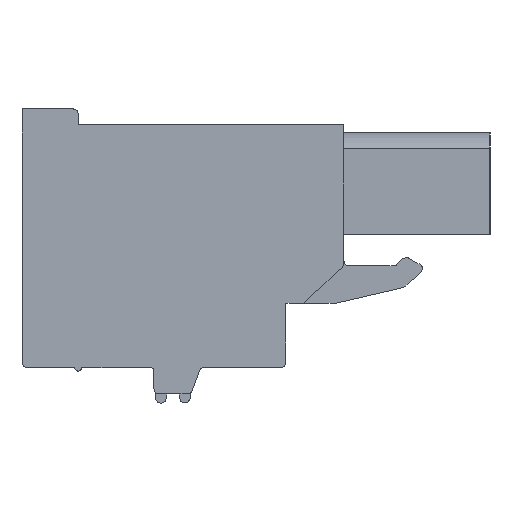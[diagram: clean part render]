
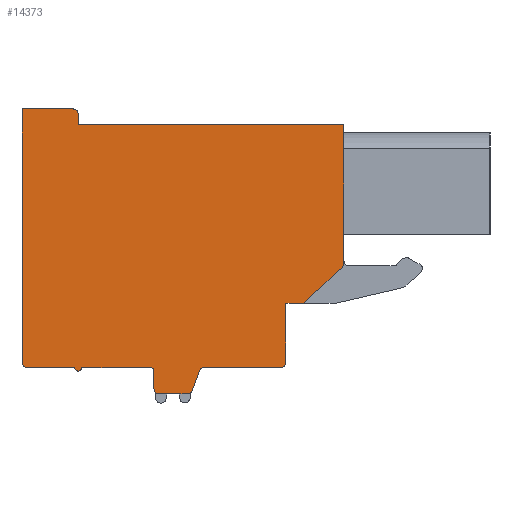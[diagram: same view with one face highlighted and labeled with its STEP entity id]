
A CAD part, left-side view. The second image highlights one B-rep face of the part: STEP entity #14373.
In plain terms, the highlighted planar face has unit normal (-1, 0, 0).
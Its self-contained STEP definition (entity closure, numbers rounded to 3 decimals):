
#573=DIRECTION('',(0.,0.,1.));
#574=VECTOR('',#573,7.87);
#575=CARTESIAN_POINT('',(-66.66,-5.66,-0.91));
#576=LINE('',#575,#574);
#2626=CARTESIAN_POINT('',(-66.66,-5.36,-0.91));
#2627=DIRECTION('',(1.,0.,0.));
#2628=DIRECTION('',(0.,-1.,0.));
#2629=AXIS2_PLACEMENT_3D('',#2626,#2627,#2628);
#2631=DIRECTION('',(0.,0.731,-0.683));
#2632=VECTOR('',#2631,3.018);
#2633=CARTESIAN_POINT('',(-66.66,-5.565,-1.129));
#2634=LINE('',#2633,#2632);
#2635=DIRECTION('',(0.,1.,0.));
#2636=VECTOR('',#2635,1.);
#2637=CARTESIAN_POINT('',(-66.66,-3.36,-3.19));
#2638=LINE('',#2637,#2636);
#2639=DIRECTION('',(0.,0.,-1.));
#2640=VECTOR('',#2639,3.35);
#2641=CARTESIAN_POINT('',(-66.66,-2.36,-3.19));
#2642=LINE('',#2641,#2640);
#2643=CARTESIAN_POINT('',(-66.66,-2.06,-6.54));
#2644=DIRECTION('',(1.,0.,0.));
#2645=DIRECTION('',(0.,-1.,0.));
#2646=AXIS2_PLACEMENT_3D('',#2643,#2644,#2645);
#2648=DIRECTION('',(0.,1.,0.));
#2649=VECTOR('',#2648,4.34);
#2650=CARTESIAN_POINT('',(-66.66,-2.06,-6.84));
#2651=LINE('',#2650,#2649);
#2652=CARTESIAN_POINT('',(-66.66,2.28,-7.14));
#2653=DIRECTION('',(-1.,0.,0.));
#2654=DIRECTION('',(0.,0.,1.));
#2655=AXIS2_PLACEMENT_3D('',#2652,#2653,#2654);
#2657=DIRECTION('',(0.,0.345,-0.939));
#2658=VECTOR('',#2657,1.179);
#2659=CARTESIAN_POINT('',(-66.66,2.562,-7.037));
#2660=LINE('',#2659,#2658);
#2661=CARTESIAN_POINT('',(-66.66,3.25,-8.04));
#2662=DIRECTION('',(1.,0.,0.));
#2663=DIRECTION('',(0.,-0.939,-0.345));
#2664=AXIS2_PLACEMENT_3D('',#2661,#2662,#2663);
#2666=DIRECTION('',(0.,1.,0.));
#2667=VECTOR('',#2666,1.59);
#2668=CARTESIAN_POINT('',(-66.66,3.25,-8.34));
#2669=LINE('',#2668,#2667);
#2670=CARTESIAN_POINT('',(-66.66,4.84,-8.04));
#2671=DIRECTION('',(1.,0.,0.));
#2672=DIRECTION('',(0.,0.,-1.));
#2673=AXIS2_PLACEMENT_3D('',#2670,#2671,#2672);
#2675=DIRECTION('',(0.,0.,1.));
#2676=VECTOR('',#2675,1.);
#2677=CARTESIAN_POINT('',(-66.66,5.14,-8.04));
#2678=LINE('',#2677,#2676);
#2679=CARTESIAN_POINT('',(-66.66,5.34,-7.04));
#2680=DIRECTION('',(-1.,0.,0.));
#2681=DIRECTION('',(0.,-1.,0.));
#2682=AXIS2_PLACEMENT_3D('',#2679,#2680,#2681);
#2684=DIRECTION('',(0.,1.,0.));
#2685=VECTOR('',#2684,3.9);
#2686=CARTESIAN_POINT('',(-66.66,5.34,-6.84));
#2687=LINE('',#2686,#2685);
#2688=CARTESIAN_POINT('',(-66.66,9.44,-6.84));
#2689=DIRECTION('',(1.,0.,0.));
#2690=DIRECTION('',(0.,-1.,0.));
#2691=AXIS2_PLACEMENT_3D('',#2688,#2689,#2690);
#2693=DIRECTION('',(0.,1.,0.));
#2694=VECTOR('',#2693,2.7);
#2695=CARTESIAN_POINT('',(-66.66,9.64,-6.84));
#2696=LINE('',#2695,#2694);
#2697=CARTESIAN_POINT('',(-66.66,12.34,-6.54));
#2698=DIRECTION('',(1.,0.,0.));
#2699=DIRECTION('',(0.,0.,-1.));
#2700=AXIS2_PLACEMENT_3D('',#2697,#2698,#2699);
#2702=DIRECTION('',(0.,0.,1.));
#2703=VECTOR('',#2702,14.4);
#2704=CARTESIAN_POINT('',(-66.66,12.64,-6.54));
#2705=LINE('',#2704,#2703);
#2706=DIRECTION('',(0.,-1.,0.));
#2707=VECTOR('',#2706,2.9);
#2708=CARTESIAN_POINT('',(-66.66,12.64,7.86));
#2709=LINE('',#2708,#2707);
#2710=CARTESIAN_POINT('',(-66.66,9.74,7.56));
#2711=DIRECTION('',(1.,0.,0.));
#2712=DIRECTION('',(0.,0.,1.));
#2713=AXIS2_PLACEMENT_3D('',#2710,#2711,#2712);
#2715=DIRECTION('',(0.,0.,-1.));
#2716=VECTOR('',#2715,0.6);
#2717=CARTESIAN_POINT('',(-66.66,9.44,7.56));
#2718=LINE('',#2717,#2716);
#2719=DIRECTION('',(0.,-1.,0.));
#2720=VECTOR('',#2719,15.1);
#2721=CARTESIAN_POINT('',(-66.66,9.44,6.96));
#2722=LINE('',#2721,#2720);
#8195=CARTESIAN_POINT('',(-66.66,9.44,6.96));
#8196=CARTESIAN_POINT('',(-66.66,-5.66,6.96));
#8197=VERTEX_POINT('',#8195);
#8198=VERTEX_POINT('',#8196);
#8199=CARTESIAN_POINT('',(-66.66,-5.66,-0.91));
#8200=CARTESIAN_POINT('',(-66.66,-5.565,-1.129));
#8201=VERTEX_POINT('',#8199);
#8202=VERTEX_POINT('',#8200);
#8203=CARTESIAN_POINT('',(-66.66,-3.36,-3.19));
#8204=VERTEX_POINT('',#8203);
#8205=CARTESIAN_POINT('',(-66.66,-2.36,-3.19));
#8206=VERTEX_POINT('',#8205);
#8207=CARTESIAN_POINT('',(-66.66,-2.36,-6.54));
#8208=VERTEX_POINT('',#8207);
#8209=CARTESIAN_POINT('',(-66.66,-2.06,-6.84));
#8210=VERTEX_POINT('',#8209);
#8211=CARTESIAN_POINT('',(-66.66,2.28,-6.84));
#8212=VERTEX_POINT('',#8211);
#8213=CARTESIAN_POINT('',(-66.66,2.562,-7.037));
#8214=VERTEX_POINT('',#8213);
#8215=CARTESIAN_POINT('',(-66.66,2.968,-8.143));
#8216=VERTEX_POINT('',#8215);
#8217=CARTESIAN_POINT('',(-66.66,3.25,-8.34));
#8218=VERTEX_POINT('',#8217);
#8219=CARTESIAN_POINT('',(-66.66,4.84,-8.34));
#8220=VERTEX_POINT('',#8219);
#8221=CARTESIAN_POINT('',(-66.66,5.14,-8.04));
#8222=VERTEX_POINT('',#8221);
#8223=CARTESIAN_POINT('',(-66.66,5.14,-7.04));
#8224=VERTEX_POINT('',#8223);
#8225=CARTESIAN_POINT('',(-66.66,5.34,-6.84));
#8226=VERTEX_POINT('',#8225);
#8227=CARTESIAN_POINT('',(-66.66,9.24,-6.84));
#8228=VERTEX_POINT('',#8227);
#8229=CARTESIAN_POINT('',(-66.66,9.64,-6.84));
#8230=VERTEX_POINT('',#8229);
#8231=CARTESIAN_POINT('',(-66.66,12.34,-6.84));
#8232=VERTEX_POINT('',#8231);
#8233=CARTESIAN_POINT('',(-66.66,12.64,-6.54));
#8234=VERTEX_POINT('',#8233);
#8235=CARTESIAN_POINT('',(-66.66,12.64,7.86));
#8236=VERTEX_POINT('',#8235);
#8237=CARTESIAN_POINT('',(-66.66,9.74,7.86));
#8238=VERTEX_POINT('',#8237);
#8239=CARTESIAN_POINT('',(-66.66,9.44,7.56));
#8240=VERTEX_POINT('',#8239);
#14324=CARTESIAN_POINT('',(-66.66,0.,0.));
#14325=DIRECTION('',(1.,0.,0.));
#14326=DIRECTION('',(0.,-1.,0.));
#14327=AXIS2_PLACEMENT_3D('',#14324,#14325,#14326);
#14328=PLANE('',#14327);
#14329=ORIENTED_EDGE('',*,*,#10768,.F.);
#14330=ORIENTED_EDGE('',*,*,#14304,.T.);
#14331=ORIENTED_EDGE('',*,*,#14230,.T.);
#14332=ORIENTED_EDGE('',*,*,#14204,.T.);
#14334=ORIENTED_EDGE('',*,*,#14333,.T.);
#14336=ORIENTED_EDGE('',*,*,#14335,.T.);
#14338=ORIENTED_EDGE('',*,*,#14337,.T.);
#14340=ORIENTED_EDGE('',*,*,#14339,.T.);
#14342=ORIENTED_EDGE('',*,*,#14341,.T.);
#14344=ORIENTED_EDGE('',*,*,#14343,.T.);
#14346=ORIENTED_EDGE('',*,*,#14345,.T.);
#14348=ORIENTED_EDGE('',*,*,#14347,.T.);
#14350=ORIENTED_EDGE('',*,*,#14349,.T.);
#14352=ORIENTED_EDGE('',*,*,#14351,.T.);
#14354=ORIENTED_EDGE('',*,*,#14353,.T.);
#14356=ORIENTED_EDGE('',*,*,#14355,.T.);
#14358=ORIENTED_EDGE('',*,*,#14357,.T.);
#14360=ORIENTED_EDGE('',*,*,#14359,.T.);
#14362=ORIENTED_EDGE('',*,*,#14361,.T.);
#14364=ORIENTED_EDGE('',*,*,#14363,.T.);
#14366=ORIENTED_EDGE('',*,*,#14365,.T.);
#14368=ORIENTED_EDGE('',*,*,#14367,.T.);
#14370=ORIENTED_EDGE('',*,*,#14369,.T.);
#14371=EDGE_LOOP('',(#14329,#14330,#14331,#14332,#14334,#14336,#14338,#14340,
#14342,#14344,#14346,#14348,#14350,#14352,#14354,#14356,#14358,#14360,#14362,
#14364,#14366,#14368,#14370));
#14372=FACE_OUTER_BOUND('',#14371,.F.);
#14373=ADVANCED_FACE('',(#14372),#14328,.F.);
#2630=CIRCLE('',#2629,0.3);
#2647=CIRCLE('',#2646,0.3);
#2656=CIRCLE('',#2655,0.3);
#2665=CIRCLE('',#2664,0.3);
#2674=CIRCLE('',#2673,0.3);
#2683=CIRCLE('',#2682,0.2);
#2692=CIRCLE('',#2691,0.2);
#2701=CIRCLE('',#2700,0.3);
#2714=CIRCLE('',#2713,0.3);
#10768=EDGE_CURVE('',#8201,#8198,#576,.T.);
#14204=EDGE_CURVE('',#8204,#8206,#2638,.T.);
#14230=EDGE_CURVE('',#8202,#8204,#2634,.T.);
#14304=EDGE_CURVE('',#8201,#8202,#2630,.T.);
#14333=EDGE_CURVE('',#8206,#8208,#2642,.T.);
#14335=EDGE_CURVE('',#8208,#8210,#2647,.T.);
#14337=EDGE_CURVE('',#8210,#8212,#2651,.T.);
#14339=EDGE_CURVE('',#8212,#8214,#2656,.T.);
#14341=EDGE_CURVE('',#8214,#8216,#2660,.T.);
#14343=EDGE_CURVE('',#8216,#8218,#2665,.T.);
#14345=EDGE_CURVE('',#8218,#8220,#2669,.T.);
#14347=EDGE_CURVE('',#8220,#8222,#2674,.T.);
#14349=EDGE_CURVE('',#8222,#8224,#2678,.T.);
#14351=EDGE_CURVE('',#8224,#8226,#2683,.T.);
#14353=EDGE_CURVE('',#8226,#8228,#2687,.T.);
#14355=EDGE_CURVE('',#8228,#8230,#2692,.T.);
#14357=EDGE_CURVE('',#8230,#8232,#2696,.T.);
#14359=EDGE_CURVE('',#8232,#8234,#2701,.T.);
#14361=EDGE_CURVE('',#8234,#8236,#2705,.T.);
#14363=EDGE_CURVE('',#8236,#8238,#2709,.T.);
#14365=EDGE_CURVE('',#8238,#8240,#2714,.T.);
#14367=EDGE_CURVE('',#8240,#8197,#2718,.T.);
#14369=EDGE_CURVE('',#8197,#8198,#2722,.T.);
